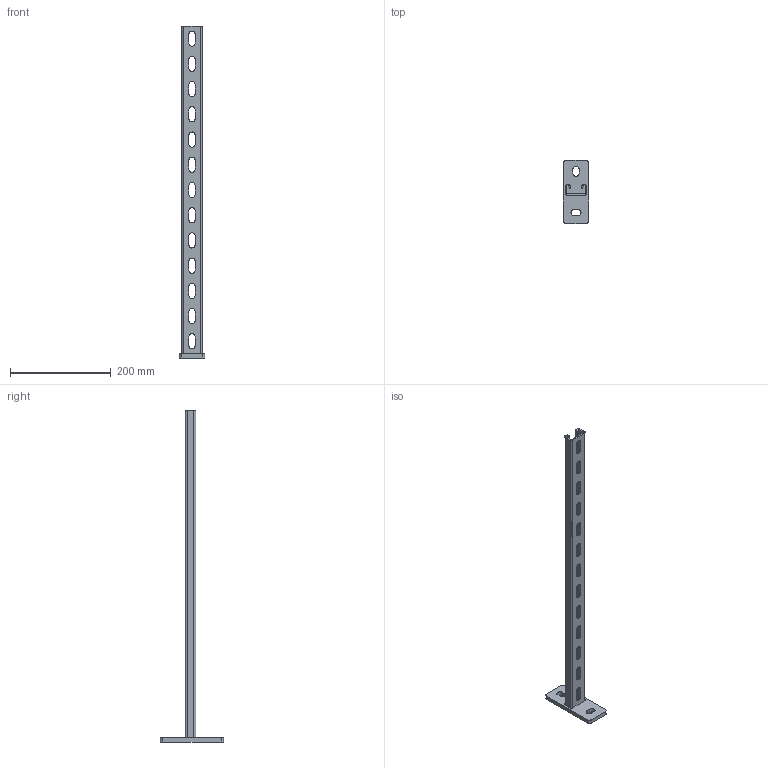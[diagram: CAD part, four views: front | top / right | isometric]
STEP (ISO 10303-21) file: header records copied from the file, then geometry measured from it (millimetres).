
FILE_DESCRIPTION (( 'STEP AP203' ), '1' );
FILE_NAME ('ÊÈÂÀ 207.03.00ÑÁ_Êîíñîëü Strut îäèíàðíàÿ_h21 L600.step', '2022-01-27T09:19:03', ( '' ), ( '' ), 'SwSTEP 2.0', 'SolidWorks 2017', '' );
FILE_SCHEMA (( 'CONFIG_CONTROL_DESIGN' ));
Length unit declared in the file: millimetre
Products named in the file (3): STRUT-镳铘桦黖h21-650; ÊÈÂÀ 207.03.00ÑÁ_Êîíñîëü Strut îäèíàðíàÿ_h21 L600; ÊÈÂÀ 207.03.01 Ïÿòêà êîíñîëè ¹1_-01
Assembly tree (2 placements, depth 2):
  ÊÈÂÀ 207.03.00ÑÁ_Êîíñîëü Strut îäèíàðíàÿ_h21 L600
    ÊÈÂÀ 207.03.01 Ïÿòêà êîíñîëè ¹1_-01
    STRUT-镳铘桦黖h21-650
Bounding box: 50 x 125 x 658 mm (x, y, z)
Volume: 186781.2 mm3; surface area: 137062.8 mm2
Topology: 2 solids, 2 shells, 1134 faces, 3389 edges, 2259 vertices
Faces by surface type: plane 1093, cylinder 41
Entity records: 37772 total; most frequent: CARTESIAN_POINT 6787, ORIENTED_EDGE 6778, DIRECTION 5749, EDGE_CURVE 3389, VECTOR 3307, LINE 3307, VERTEX_POINT 2259, AXIS2_PLACEMENT_3D 1221
